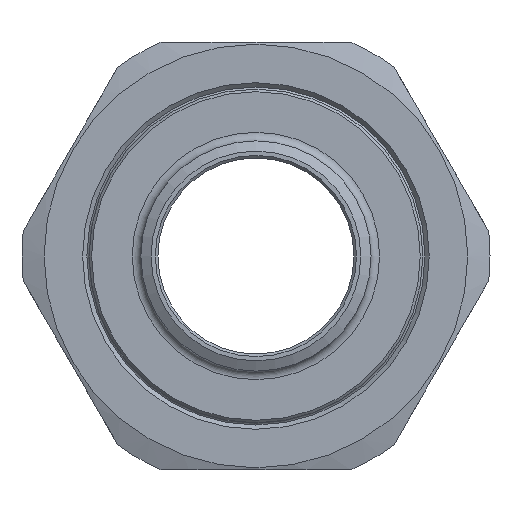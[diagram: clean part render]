
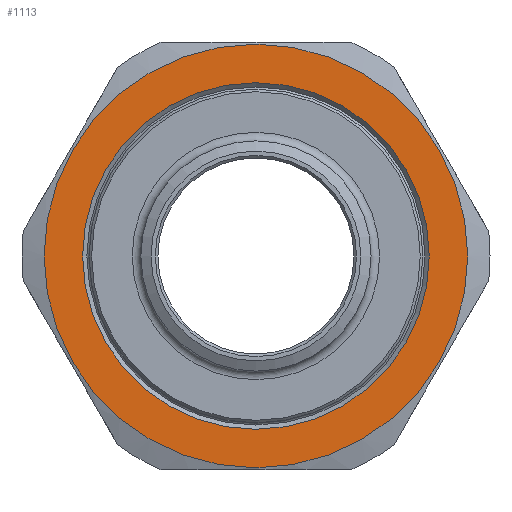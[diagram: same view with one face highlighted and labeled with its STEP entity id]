
A CAD part, left-side view. The second image highlights one B-rep face of the part: STEP entity #1113.
In plain terms, the highlighted planar face has unit normal (-1, 0, 0).
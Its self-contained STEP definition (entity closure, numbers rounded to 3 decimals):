
#52=FACE_BOUND('',#210,.T.);
#105=PLANE('',#1276);
#138=FACE_OUTER_BOUND('',#209,.T.);
#209=EDGE_LOOP('',(#830));
#210=EDGE_LOOP('',(#831));
#390=CIRCLE('',#1266,24.75);
#391=CIRCLE('',#1271,20.25);
#498=VERTEX_POINT('',#1921);
#499=VERTEX_POINT('',#1931);
#620=EDGE_CURVE('',#498,#498,#390,.T.);
#622=EDGE_CURVE('',#499,#499,#391,.T.);
#830=ORIENTED_EDGE('',*,*,#620,.T.);
#831=ORIENTED_EDGE('',*,*,#622,.F.);
#1113=ADVANCED_FACE('',(#138,#52),#105,.F.);
#1266=AXIS2_PLACEMENT_3D('',#1923,#1484,#1485);
#1271=AXIS2_PLACEMENT_3D('',#1932,#1494,#1495);
#1276=AXIS2_PLACEMENT_3D('',#1942,#1506,#1507);
#1484=DIRECTION('center_axis',(-1.,0.,0.));
#1485=DIRECTION('ref_axis',(0.,1.,0.));
#1494=DIRECTION('center_axis',(-1.,0.,0.));
#1495=DIRECTION('ref_axis',(0.,-1.,0.));
#1506=DIRECTION('center_axis',(1.,0.,0.));
#1507=DIRECTION('ref_axis',(0.,0.,-1.));
#1921=CARTESIAN_POINT('',(-18.5,-24.75,0.));
#1923=CARTESIAN_POINT('Origin',(-18.5,0.,0.));
#1931=CARTESIAN_POINT('',(-18.5,20.25,0.));
#1932=CARTESIAN_POINT('Origin',(-18.5,0.,0.));
#1942=CARTESIAN_POINT('Origin',(-18.5,0.,0.));
